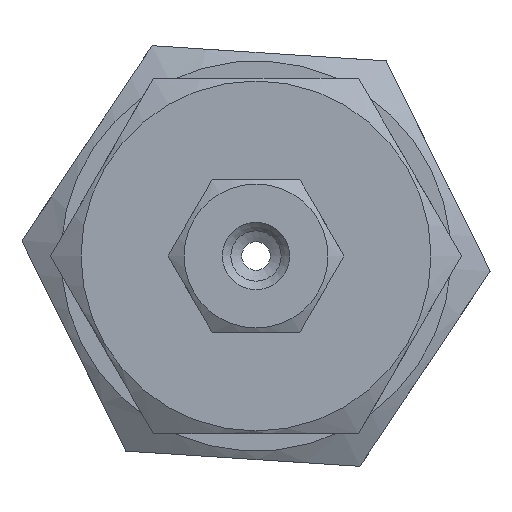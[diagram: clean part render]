
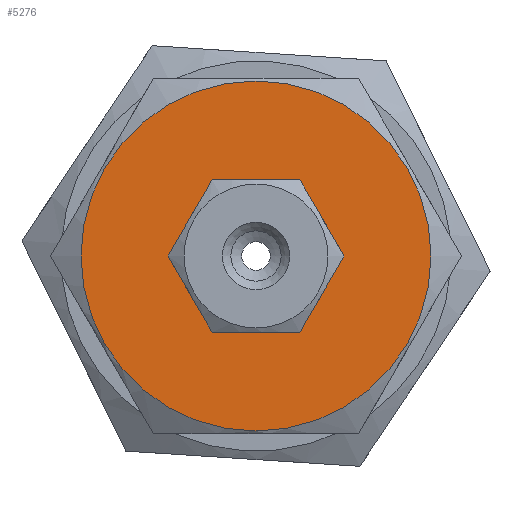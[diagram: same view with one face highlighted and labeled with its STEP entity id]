
A CAD part, left-side view. The second image highlights one B-rep face of the part: STEP entity #5276.
In plain terms, the highlighted face is planar.
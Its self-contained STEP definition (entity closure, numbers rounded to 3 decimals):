
#5186=CARTESIAN_POINT('',(3.892,0.097,-6.172));
#5187=VERTEX_POINT('',#5186);
#5188=CARTESIAN_POINT('',(3.892,1.897,-6.172));
#5189=DIRECTION('',(1.0,0.0,0.0));
#5190=DIRECTION('',(0.0,-1.0,0.0));
#5191=AXIS2_PLACEMENT_3D('',#5188,#5189,#5190);
#5192=CIRCLE('',#5191,1.8);
#5193=EDGE_CURVE('',#5187,#5187,#5192,.T.);
#5203=CARTESIAN_POINT('',(3.892,7.367,-6.172));
#5204=VERTEX_POINT('',#5203);
#5205=CARTESIAN_POINT('',(3.892,1.897,-6.172));
#5206=DIRECTION('',(1.0,0.0,0.0));
#5207=DIRECTION('',(0.0,1.0,0.0));
#5208=AXIS2_PLACEMENT_3D('',#5205,#5206,#5207);
#5209=CIRCLE('',#5208,5.47);
#5210=EDGE_CURVE('',#5204,#5204,#5209,.T.);
#5265=CARTESIAN_POINT('',(3.892,4.632,-6.172));
#5266=DIRECTION('',(-1.0,0.0,0.0));
#5267=DIRECTION('',(0.0,0.0,1.0));
#5268=AXIS2_PLACEMENT_3D('',#5265,#5266,#5267);
#5269=PLANE('',#5268);
#5270=ORIENTED_EDGE('',*,*,#5210,.F.);
#5271=EDGE_LOOP('',(#5270));
#5272=FACE_OUTER_BOUND('',#5271,.T.);
#5273=ORIENTED_EDGE('',*,*,#5193,.T.);
#5274=EDGE_LOOP('',(#5273));
#5275=FACE_BOUND('',#5274,.T.);
#5276=ADVANCED_FACE('',(#5272,#5275),#5269,.T.);
